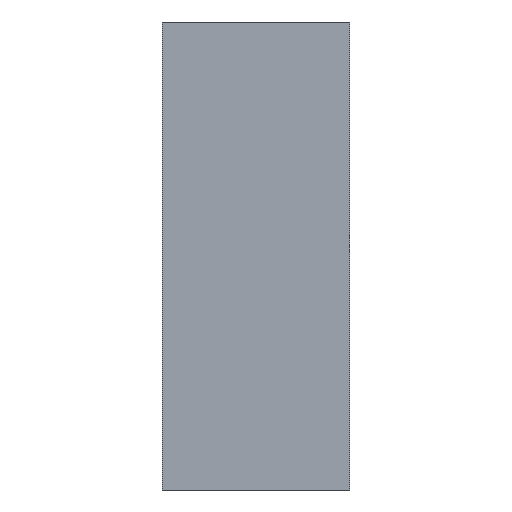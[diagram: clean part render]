
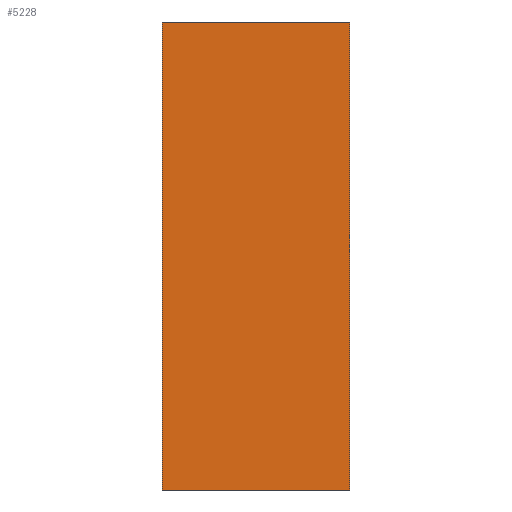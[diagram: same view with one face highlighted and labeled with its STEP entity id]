
A CAD part, left-side view. The second image highlights one B-rep face of the part: STEP entity #5228.
In plain terms, the highlighted planar face has unit normal (-1, 0, 0).
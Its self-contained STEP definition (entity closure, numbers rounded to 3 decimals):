
#163 = CARTESIAN_POINT ( 'NONE',  ( -6., -4.079, -2. ) ) ;
#334 = VECTOR ( 'NONE', #5393, 1000. ) ;
#359 = AXIS2_PLACEMENT_3D ( 'NONE', #7365, #1276, #4348 ) ;
#922 = EDGE_CURVE ( 'NONE', #8796, #6588, #8317, .T. ) ;
#1276 = DIRECTION ( 'NONE',  ( -1., 0., 0. ) ) ;
#1297 = EDGE_LOOP ( 'NONE', ( #9663, #7550, #7146, #6044 ) ) ;
#1411 = VERTEX_POINT ( 'NONE', #6999 ) ;
#2645 = EDGE_CURVE ( 'NONE', #1411, #2874, #6141, .T. ) ;
#2874 = VERTEX_POINT ( 'NONE', #5476 ) ;
#3138 = DIRECTION ( 'NONE',  ( 0., 1., 0. ) ) ;
#3152 = DIRECTION ( 'NONE',  ( 0., 1., 0. ) ) ;
#3281 = CARTESIAN_POINT ( 'NONE',  ( -6., 0., -2. ) ) ;
#4348 = DIRECTION ( 'NONE',  ( 0., 0., 1. ) ) ;
#4611 = LINE ( 'NONE', #6839, #8357 ) ;
#5046 = FACE_OUTER_BOUND ( 'NONE', #1297, .T. ) ;
#5228 = ADVANCED_FACE ( 'NONE', ( #5046 ), #8048, .T. ) ;
#5327 = VECTOR ( 'NONE', #6244, 1000. ) ;
#5393 = DIRECTION ( 'NONE',  ( 0., 0., 1. ) ) ;
#5476 = CARTESIAN_POINT ( 'NONE',  ( -6., 1.6, 2. ) ) ;
#6044 = ORIENTED_EDGE ( 'NONE', *, *, #7231, .F. ) ;
#6141 = LINE ( 'NONE', #6938, #334 ) ;
#6244 = DIRECTION ( 'NONE',  ( 0., 0., -1. ) ) ;
#6588 = VERTEX_POINT ( 'NONE', #7448 ) ;
#6839 = CARTESIAN_POINT ( 'NONE',  ( -6., -4.079, 2. ) ) ;
#6938 = CARTESIAN_POINT ( 'NONE',  ( -6., 1.6, -2. ) ) ;
#6956 = VECTOR ( 'NONE', #3152, 1000. ) ;
#6999 = CARTESIAN_POINT ( 'NONE',  ( -6., 1.6, -2. ) ) ;
#7146 = ORIENTED_EDGE ( 'NONE', *, *, #2645, .F. ) ;
#7231 = EDGE_CURVE ( 'NONE', #6588, #1411, #9251, .T. ) ;
#7365 = CARTESIAN_POINT ( 'NONE',  ( -6., -4.079, -2. ) ) ;
#7448 = CARTESIAN_POINT ( 'NONE',  ( -6., 0., -2. ) ) ;
#7550 = ORIENTED_EDGE ( 'NONE', *, *, #7582, .T. ) ;
#7582 = EDGE_CURVE ( 'NONE', #8796, #2874, #4611, .T. ) ;
#7921 = CARTESIAN_POINT ( 'NONE',  ( -6., 0., 2. ) ) ;
#8048 = PLANE ( 'NONE',  #359 ) ;
#8317 = LINE ( 'NONE', #3281, #5327 ) ;
#8357 = VECTOR ( 'NONE', #3138, 1000. ) ;
#8796 = VERTEX_POINT ( 'NONE', #7921 ) ;
#9251 = LINE ( 'NONE', #163, #6956 ) ;
#9663 = ORIENTED_EDGE ( 'NONE', *, *, #922, .F. ) ;
